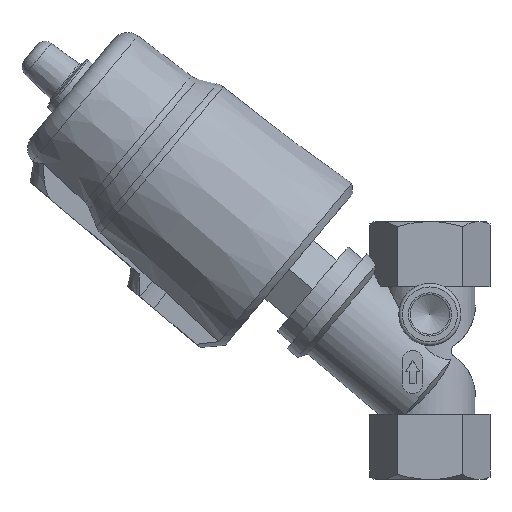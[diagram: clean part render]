
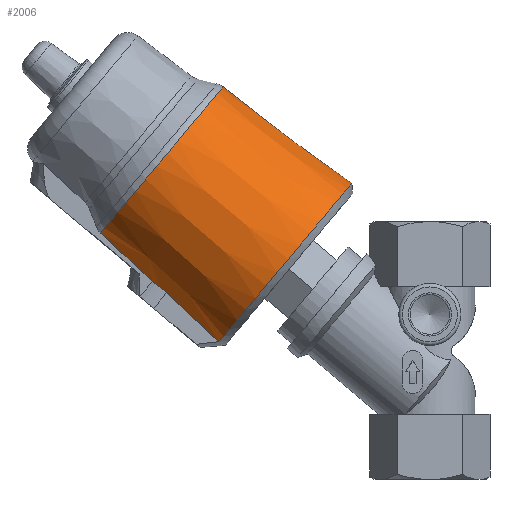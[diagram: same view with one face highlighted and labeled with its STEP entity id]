
A CAD part, left-side view. The second image highlights one B-rep face of the part: STEP entity #2006.
In plain terms, the highlighted conical face has half-angle 3 degrees and reference radius 28.445 mm.
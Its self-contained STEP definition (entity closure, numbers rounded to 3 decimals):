
#262=CONICAL_SURFACE('',#2197,28.445,0.052);
#414=B_SPLINE_CURVE_WITH_KNOTS('',3,(#3323,#3324,#3325,#3326),
 .UNSPECIFIED.,.F.,.F.,(4,4),(0.001,0.022),
 .UNSPECIFIED.);
#415=B_SPLINE_CURVE_WITH_KNOTS('',3,(#3329,#3330,#3331,#3332,#3333,#3334,
#3335,#3336,#3337,#3338,#3339,#3340,#3341,#3342,#3343,#3344,#3345,#3346,
#3347,#3348,#3349,#3350,#3351,#3352,#3353,#3354,#3355,#3356,#3357,#3358,
#3359,#3360,#3361,#3362,#3363,#3364,#3365,#3366,#3367,#3368,#3369,#3370,
#3371),.UNSPECIFIED.,.F.,.F.,(4,1,1,1,1,1,1,1,1,1,1,1,1,1,1,1,1,1,1,1,1,
1,1,1,1,1,1,1,1,1,1,1,1,1,1,1,1,1,1,1,4),(0.107,0.112,
0.115,0.118,0.123,0.126,
0.129,0.131,0.134,0.137,
0.14,0.142,0.145,0.15,
0.153,0.156,0.161,0.164,
0.167,0.172,0.177,0.183,
0.188,0.194,0.199,0.205,
0.21,0.215,0.221,0.226,
0.232,0.237,0.243,0.248,
0.253,0.259,0.264,0.267,
0.27,0.275,0.28),.UNSPECIFIED.);
#416=B_SPLINE_CURVE_WITH_KNOTS('',3,(#3373,#3374,#3375,#3376),
 .UNSPECIFIED.,.F.,.F.,(4,4),(0.001,0.022),
 .UNSPECIFIED.);
#417=B_SPLINE_CURVE_WITH_KNOTS('',3,(#3378,#3379,#3380,#3381,#3382),
 .UNSPECIFIED.,.F.,.F.,(4,1,4),(0.001,0.004,
0.007),.UNSPECIFIED.);
#418=B_SPLINE_CURVE_WITH_KNOTS('',3,(#3384,#3385,#3386,#3387),
 .UNSPECIFIED.,.F.,.F.,(4,4),(0.063,0.084),
 .UNSPECIFIED.);
#419=B_SPLINE_CURVE_WITH_KNOTS('',3,(#3388,#3389,#3390,#3391),
 .UNSPECIFIED.,.F.,.F.,(4,4),(0.063,0.084),
 .UNSPECIFIED.);
#420=B_SPLINE_CURVE_WITH_KNOTS('',3,(#3393,#3394,#3395,#3396),
 .UNSPECIFIED.,.F.,.F.,(4,4),(0.001,0.006),
 .UNSPECIFIED.);
#547=ORIENTED_EDGE('',*,*,#1111,.T.);
#548=ORIENTED_EDGE('',*,*,#1112,.T.);
#549=ORIENTED_EDGE('',*,*,#1113,.F.);
#550=ORIENTED_EDGE('',*,*,#1114,.F.);
#551=ORIENTED_EDGE('',*,*,#1115,.F.);
#552=ORIENTED_EDGE('',*,*,#1108,.T.);
#553=ORIENTED_EDGE('',*,*,#1116,.T.);
#554=ORIENTED_EDGE('',*,*,#1117,.F.);
#1108=EDGE_CURVE('',#1387,#1388,#1557,.T.);
#1111=EDGE_CURVE('',#1389,#1390,#414,.T.);
#1112=EDGE_CURVE('',#1390,#1391,#415,.T.);
#1113=EDGE_CURVE('',#1392,#1391,#416,.T.);
#1114=EDGE_CURVE('',#1393,#1392,#417,.T.);
#1115=EDGE_CURVE('',#1387,#1393,#418,.T.);
#1116=EDGE_CURVE('',#1388,#1394,#419,.T.);
#1117=EDGE_CURVE('',#1389,#1394,#420,.T.);
#1387=VERTEX_POINT('',#3312);
#1388=VERTEX_POINT('',#3313);
#1389=VERTEX_POINT('',#3327);
#1390=VERTEX_POINT('',#3328);
#1391=VERTEX_POINT('',#3372);
#1392=VERTEX_POINT('',#3377);
#1393=VERTEX_POINT('',#3383);
#1394=VERTEX_POINT('',#3392);
#1557=CIRCLE('',#2196,28.445);
#1622=EDGE_LOOP('',(#547,#548,#549,#550,#551,#552,#553,#554));
#1804=FACE_BOUND('',#1622,.T.);
#2006=ADVANCED_FACE('',(#1804),#262,.T.);
#2196=AXIS2_PLACEMENT_3D('',#3311,#2485,#2486);
#2197=AXIS2_PLACEMENT_3D('',#3322,#2487,#2488);
#2485=DIRECTION('',(0.643,-0.766,0.));
#2486=DIRECTION('',(0.766,0.643,0.));
#2487=DIRECTION('',(0.643,-0.766,0.));
#2488=DIRECTION('',(0.766,0.643,0.));
#3311=CARTESIAN_POINT('',(-92.47,78.298,0.));
#3312=CARTESIAN_POINT('',(-71.675,95.747,8.5));
#3313=CARTESIAN_POINT('',(-71.675,95.747,-8.5));
#3322=CARTESIAN_POINT('',(-92.47,78.298,0.));
#3323=CARTESIAN_POINT('',(-54.323,76.513,-10.));
#3324=CARTESIAN_POINT('',(-49.569,71.448,-10.));
#3325=CARTESIAN_POINT('',(-44.816,66.383,-10.));
#3326=CARTESIAN_POINT('',(-40.064,61.317,-10.));
#3327=CARTESIAN_POINT('',(-54.323,76.513,-10.));
#3328=CARTESIAN_POINT('',(-40.064,61.317,-10.));
#3329=CARTESIAN_POINT('',(-40.064,61.317,-10.));
#3330=CARTESIAN_POINT('',(-40.511,60.942,-11.705));
#3331=CARTESIAN_POINT('',(-41.349,60.238,-14.182));
#3332=CARTESIAN_POINT('',(-42.812,59.01,-17.301));
#3333=CARTESIAN_POINT('',(-44.455,57.632,-20.196));
#3334=CARTESIAN_POINT('',(-46.382,56.015,-22.802));
#3335=CARTESIAN_POINT('',(-48.574,54.175,-25.07));
#3336=CARTESIAN_POINT('',(-50.303,52.725,-26.554));
#3337=CARTESIAN_POINT('',(-52.123,51.197,-27.838));
#3338=CARTESIAN_POINT('',(-54.046,49.584,-28.92));
#3339=CARTESIAN_POINT('',(-56.031,47.918,-29.774));
#3340=CARTESIAN_POINT('',(-58.045,46.228,-30.391));
#3341=CARTESIAN_POINT('',(-60.094,44.509,-30.779));
#3342=CARTESIAN_POINT('',(-62.889,42.163,-30.982));
#3343=CARTESIAN_POINT('',(-65.651,39.845,-30.702));
#3344=CARTESIAN_POINT('',(-68.353,37.577,-29.959));
#3345=CARTESIAN_POINT('',(-71.035,35.327,-28.891));
#3346=CARTESIAN_POINT('',(-73.547,33.219,-27.392));
#3347=CARTESIAN_POINT('',(-75.893,31.25,-25.477));
#3348=CARTESIAN_POINT('',(-78.13,29.374,-23.268));
#3349=CARTESIAN_POINT('',(-80.577,27.32,-20.112));
#3350=CARTESIAN_POINT('',(-83.011,25.277,-15.623));
#3351=CARTESIAN_POINT('',(-84.773,23.799,-10.737));
#3352=CARTESIAN_POINT('',(-85.875,22.874,-5.442));
#3353=CARTESIAN_POINT('',(-86.241,22.567,0.007));
#3354=CARTESIAN_POINT('',(-85.876,22.874,5.433));
#3355=CARTESIAN_POINT('',(-84.774,23.798,10.733));
#3356=CARTESIAN_POINT('',(-83.013,25.276,15.619));
#3357=CARTESIAN_POINT('',(-80.58,27.318,20.108));
#3358=CARTESIAN_POINT('',(-77.64,29.785,23.901));
#3359=CARTESIAN_POINT('',(-74.17,32.696,27.024));
#3360=CARTESIAN_POINT('',(-70.411,35.851,29.263));
#3361=CARTESIAN_POINT('',(-66.329,39.276,30.637));
#3362=CARTESIAN_POINT('',(-62.208,42.734,31.05));
#3363=CARTESIAN_POINT('',(-58.016,46.252,30.507));
#3364=CARTESIAN_POINT('',(-54.035,49.593,29.042));
#3365=CARTESIAN_POINT('',(-50.244,52.774,26.649));
#3366=CARTESIAN_POINT('',(-47.455,55.114,24.015));
#3367=CARTESIAN_POINT('',(-45.417,56.824,21.499));
#3368=CARTESIAN_POINT('',(-43.587,58.36,18.798));
#3369=CARTESIAN_POINT('',(-41.646,59.989,15.048));
#3370=CARTESIAN_POINT('',(-40.51,60.942,11.704));
#3371=CARTESIAN_POINT('',(-40.064,61.317,10.));
#3372=CARTESIAN_POINT('',(-40.064,61.317,10.));
#3373=CARTESIAN_POINT('',(-54.323,76.513,10.));
#3374=CARTESIAN_POINT('',(-49.569,71.448,10.));
#3375=CARTESIAN_POINT('',(-44.816,66.383,10.));
#3376=CARTESIAN_POINT('',(-40.064,61.317,10.));
#3377=CARTESIAN_POINT('',(-54.323,76.513,10.));
#3378=CARTESIAN_POINT('',(-57.554,80.678,8.5));
#3379=CARTESIAN_POINT('',(-57.131,80.014,8.984));
#3380=CARTESIAN_POINT('',(-56.149,78.596,9.742));
#3381=CARTESIAN_POINT('',(-54.963,77.195,10.));
#3382=CARTESIAN_POINT('',(-54.323,76.513,10.));
#3383=CARTESIAN_POINT('',(-57.554,80.678,8.5));
#3384=CARTESIAN_POINT('',(-71.675,95.747,8.5));
#3385=CARTESIAN_POINT('',(-66.967,90.725,8.5));
#3386=CARTESIAN_POINT('',(-62.261,85.702,8.5));
#3387=CARTESIAN_POINT('',(-57.554,80.678,8.5));
#3388=CARTESIAN_POINT('',(-71.675,95.747,-8.5));
#3389=CARTESIAN_POINT('',(-66.967,90.725,-8.5));
#3390=CARTESIAN_POINT('',(-62.261,85.702,-8.5));
#3391=CARTESIAN_POINT('',(-57.554,80.678,-8.5));
#3392=CARTESIAN_POINT('',(-57.554,80.678,-8.5));
#3393=CARTESIAN_POINT('',(-54.323,76.513,-10.));
#3394=CARTESIAN_POINT('',(-55.588,77.861,-10.));
#3395=CARTESIAN_POINT('',(-56.698,79.335,-9.479));
#3396=CARTESIAN_POINT('',(-57.554,80.678,-8.5));
